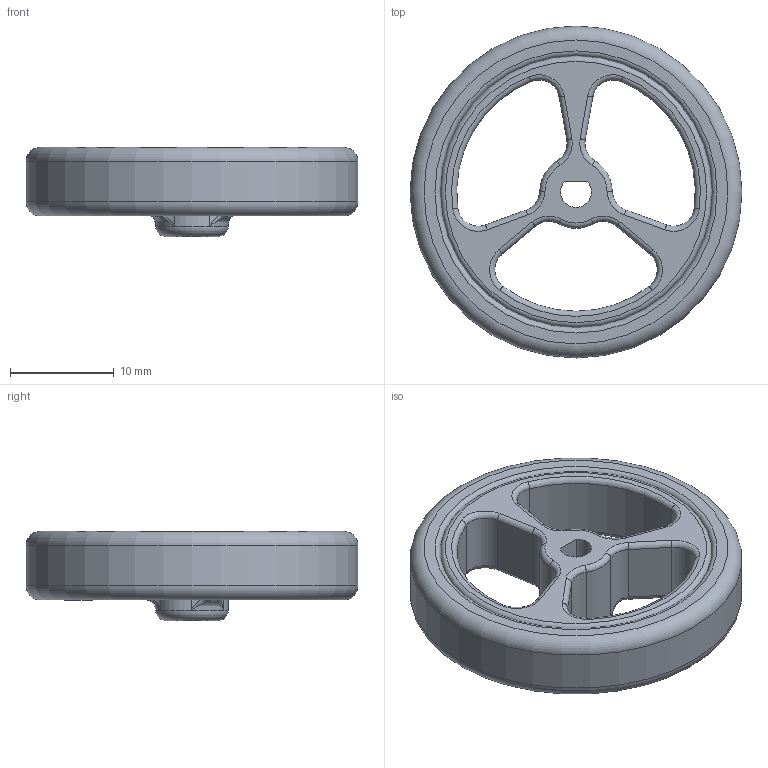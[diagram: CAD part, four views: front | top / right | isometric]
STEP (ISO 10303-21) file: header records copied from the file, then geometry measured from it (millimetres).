
FILE_DESCRIPTION (( 'STEP AP214' ), '1' );
FILE_NAME ('pololu-wheel-32×7mm-black.step', '2017-06-01T22:48:31', ( '' ), ( '' ), 'SwSTEP 2.0', 'SolidWorks 2016', '' );
FILE_SCHEMA (( 'AUTOMOTIVE_DESIGN' ));
Length unit declared in the file: millimetre
Products named in the file (1): pololu-wheel-32×7mm-black
Bounding box: 32 x 32 x 8.6 mm (x, y, z)
Volume: 3212.4 mm3; surface area: 2463.9 mm2
Topology: 1 solids, 1 shells, 452 faces, 1185 edges, 766 vertices
Faces by surface type: plane 210, bspline 167, torus 43, cylinder 32
Full cylindrical faces by diameter (mm): 32 x1
Entity records: 19663 total; most frequent: CARTESIAN_POINT 9543, ORIENTED_EDGE 2336, DIRECTION 1542, EDGE_CURVE 1168, VERTEX_POINT 763, VECTOR 698, LINE 698, EDGE_LOOP 505
